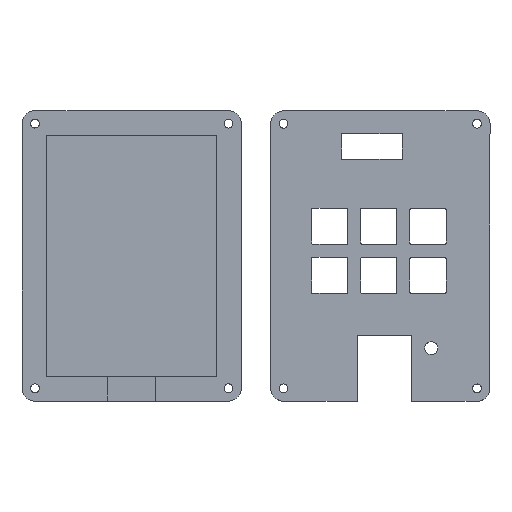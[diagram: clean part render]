
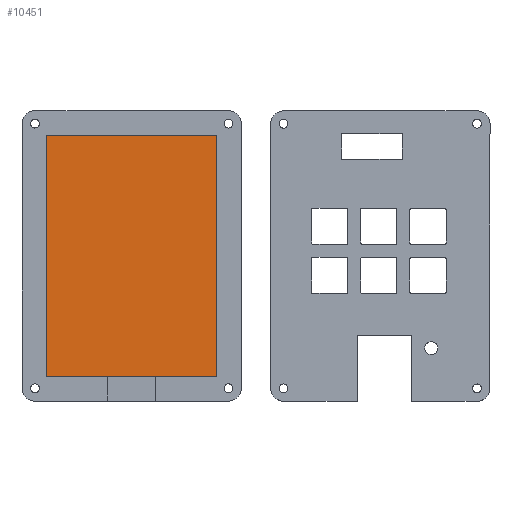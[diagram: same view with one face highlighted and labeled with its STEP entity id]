
A CAD part, top view. The second image highlights one B-rep face of the part: STEP entity #10451.
In plain terms, the highlighted planar face has unit normal (0, 0, 1).
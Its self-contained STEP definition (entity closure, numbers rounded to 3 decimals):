
#1719=FACE_OUTER_BOUND('',#2334,.T.);
#2334=EDGE_LOOP('',(#9646,#9647,#9648,#9649));
#3170=LINE('',#20830,#3999);
#3171=LINE('',#20832,#4000);
#3172=LINE('',#20834,#4001);
#3173=LINE('',#20835,#4002);
#3999=VECTOR('',#12234,10.);
#4000=VECTOR('',#12235,10.);
#4001=VECTOR('',#12236,10.);
#4002=VECTOR('',#12237,10.);
#5041=VERTEX_POINT('',#20828);
#5042=VERTEX_POINT('',#20829);
#5043=VERTEX_POINT('',#20831);
#5044=VERTEX_POINT('',#20833);
#6586=EDGE_CURVE('',#5041,#5042,#3170,.T.);
#6587=EDGE_CURVE('',#5043,#5041,#3171,.T.);
#6588=EDGE_CURVE('',#5044,#5043,#3172,.T.);
#6589=EDGE_CURVE('',#5042,#5044,#3173,.T.);
#9646=ORIENTED_EDGE('',*,*,#6586,.F.);
#9647=ORIENTED_EDGE('',*,*,#6587,.F.);
#9648=ORIENTED_EDGE('',*,*,#6588,.F.);
#9649=ORIENTED_EDGE('',*,*,#6589,.F.);
#9904=PLANE('',#10786);
#10451=ADVANCED_FACE('',(#1719),#9904,.T.);
#10786=AXIS2_PLACEMENT_3D('',#20827,#12232,#12233);
#12232=DIRECTION('center_axis',(0.,0.,1.));
#12233=DIRECTION('ref_axis',(1.,0.,0.));
#12234=DIRECTION('',(-1.,0.,0.));
#12235=DIRECTION('',(0.,-1.,0.));
#12236=DIRECTION('',(1.,0.,0.));
#12237=DIRECTION('',(0.,1.,0.));
#20827=CARTESIAN_POINT('Origin',(-6.914,-19.441,3.));
#20828=CARTESIAN_POINT('',(26.086,-66.191,3.));
#20829=CARTESIAN_POINT('',(-39.914,-66.191,3.));
#20830=CARTESIAN_POINT('',(9.586,-66.191,3.));
#20831=CARTESIAN_POINT('',(26.086,27.309,3.));
#20832=CARTESIAN_POINT('',(26.086,3.934,3.));
#20833=CARTESIAN_POINT('',(-39.914,27.309,3.));
#20834=CARTESIAN_POINT('',(-23.414,27.309,3.));
#20835=CARTESIAN_POINT('',(-39.914,-42.816,3.));
